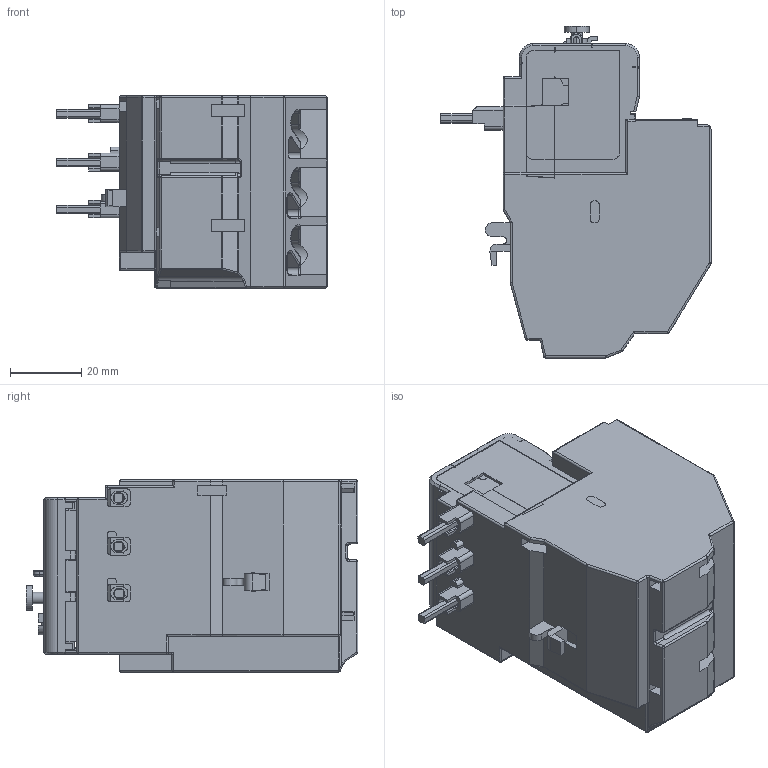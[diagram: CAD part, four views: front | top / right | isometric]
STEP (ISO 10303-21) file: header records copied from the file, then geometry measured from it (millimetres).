
FILE_DESCRIPTION((''),'2;1');
FILE_NAME('CDR6I-38','2025-06-12T',('qiang01.yu'),(''),'PRO/ENGINEER BY PARAMETRIC TECHNOLOGY CORPORATION, 2015440','PRO/ENGINEER BY PARAMETRIC TECHNOLOGY CORPORATION, 2015440','');
FILE_SCHEMA(('CONFIG_CONTROL_DESIGN'));
Products named in the file (1): CDR6I-38
Bounding box: 76 x 93.3 x 54 mm (x, y, z)
Volume: 127316.2 mm3; surface area: 80376.3 mm2
Topology: 1 solids, 1 shells, 2944 faces, 8415 edges, 5420 vertices
Faces by surface type: plane 2058, cylinder 602, extrusion 85, bspline 83, torus 52, sphere 40, cone 24
Entity records: 106511 total; most frequent: CARTESIAN_POINT 30079, ORIENTED_EDGE 16826, DIRECTION 14712, EDGE_CURVE 8413, VECTOR 6592, LINE 6507, VERTEX_POINT 5420, AXIS2_PLACEMENT_3D 4060
